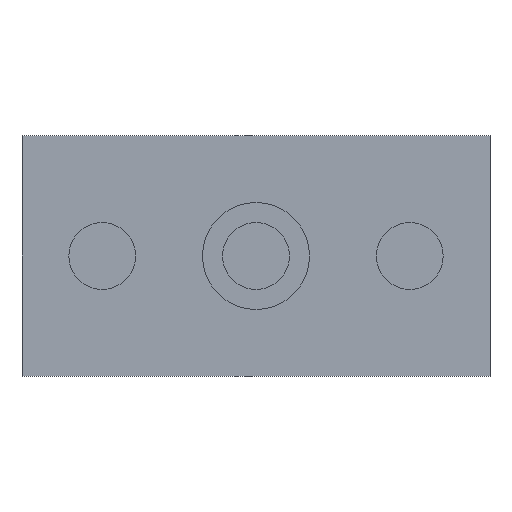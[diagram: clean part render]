
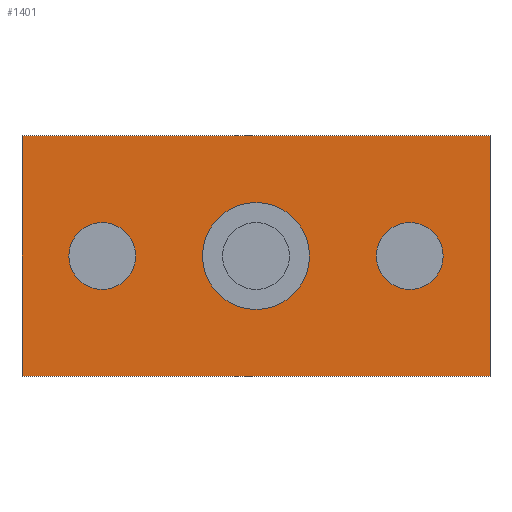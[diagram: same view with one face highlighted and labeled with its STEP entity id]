
A CAD part, front view. The second image highlights one B-rep face of the part: STEP entity #1401.
In plain terms, the highlighted planar face has unit normal (0, -1, 0).
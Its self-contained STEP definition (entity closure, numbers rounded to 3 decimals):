
#27 = EDGE_CURVE ( 'NONE', #1091, #164, #1767, .T. ) ;
#58 = EDGE_CURVE ( 'NONE', #1794, #1786, #1844, .T. ) ;
#102 = AXIS2_PLACEMENT_3D ( 'NONE', #318, #1602, #498 ) ;
#164 = VERTEX_POINT ( 'NONE', #2007 ) ;
#181 = CARTESIAN_POINT ( 'NONE',  ( -17.5, -1.25, 9. ) ) ;
#204 = EDGE_CURVE ( 'NONE', #245, #1786, #1860, .T. ) ;
#245 = VERTEX_POINT ( 'NONE', #275 ) ;
#271 = AXIS2_PLACEMENT_3D ( 'NONE', #181, #1828, #717 ) ;
#275 = CARTESIAN_POINT ( 'NONE',  ( 17.5, -1.25, 9. ) ) ;
#293 = CARTESIAN_POINT ( 'NONE',  ( -17.5, -1.25, 9. ) ) ;
#318 = CARTESIAN_POINT ( 'NONE',  ( 0., -1.25, 0. ) ) ;
#349 = ORIENTED_EDGE ( 'NONE', *, *, #58, .T. ) ;
#387 = ORIENTED_EDGE ( 'NONE', *, *, #1825, .T. ) ;
#402 = DIRECTION ( 'NONE',  ( 0., -1., 0. ) ) ;
#431 = CARTESIAN_POINT ( 'NONE',  ( 0., -1.25, 4. ) ) ;
#454 = CIRCLE ( 'NONE', #102, 4. ) ;
#498 = DIRECTION ( 'NONE',  ( 0., 0., 1. ) ) ;
#513 = FACE_OUTER_BOUND ( 'NONE', #766, .T. ) ;
#575 = DIRECTION ( 'NONE',  ( 1., 0., 0. ) ) ;
#671 = CARTESIAN_POINT ( 'NONE',  ( -17.5, -1.25, -9. ) ) ;
#684 = ORIENTED_EDGE ( 'NONE', *, *, #204, .F. ) ;
#717 = DIRECTION ( 'NONE',  ( 0., 0., 1. ) ) ;
#728 = LINE ( 'NONE', #1525, #1168 ) ;
#766 = EDGE_LOOP ( 'NONE', ( #349, #684, #1998, #387 ) ) ;
#833 = EDGE_CURVE ( 'NONE', #1213, #245, #853, .T. ) ;
#853 = LINE ( 'NONE', #1173, #2234 ) ;
#938 = FACE_BOUND ( 'NONE', #1105, .T. ) ;
#1091 = VERTEX_POINT ( 'NONE', #431 ) ;
#1105 = EDGE_LOOP ( 'NONE', ( #1686, #2035 ) ) ;
#1152 = DIRECTION ( 'NONE',  ( 0., 0., 1. ) ) ;
#1168 = VECTOR ( 'NONE', #2249, 1000. ) ;
#1173 = CARTESIAN_POINT ( 'NONE',  ( -17.5, -1.25, 9. ) ) ;
#1213 = VERTEX_POINT ( 'NONE', #293 ) ;
#1401 = ADVANCED_FACE ( 'NONE', ( #513, #938 ), #1459, .F. ) ;
#1439 = VECTOR ( 'NONE', #1785, 1000. ) ;
#1459 = PLANE ( 'NONE',  #271 ) ;
#1515 = CARTESIAN_POINT ( 'NONE',  ( 0., -1.25, 0. ) ) ;
#1525 = CARTESIAN_POINT ( 'NONE',  ( -17.5, -1.25, 9. ) ) ;
#1598 = CARTESIAN_POINT ( 'NONE',  ( 17.5, -1.25, 9. ) ) ;
#1602 = DIRECTION ( 'NONE',  ( 0., -1., 0. ) ) ;
#1664 = VECTOR ( 'NONE', #575, 1000. ) ;
#1686 = ORIENTED_EDGE ( 'NONE', *, *, #27, .F. ) ;
#1767 = CIRCLE ( 'NONE', #2319, 4. ) ;
#1785 = DIRECTION ( 'NONE',  ( 0., 0., -1. ) ) ;
#1786 = VERTEX_POINT ( 'NONE', #2067 ) ;
#1794 = VERTEX_POINT ( 'NONE', #2238 ) ;
#1825 = EDGE_CURVE ( 'NONE', #1213, #1794, #728, .T. ) ;
#1828 = DIRECTION ( 'NONE',  ( 0., 1., 0. ) ) ;
#1844 = LINE ( 'NONE', #671, #1664 ) ;
#1860 = LINE ( 'NONE', #1598, #1439 ) ;
#1995 = EDGE_CURVE ( 'NONE', #164, #1091, #454, .T. ) ;
#1998 = ORIENTED_EDGE ( 'NONE', *, *, #833, .F. ) ;
#2007 = CARTESIAN_POINT ( 'NONE',  ( 0., -1.25, -4. ) ) ;
#2035 = ORIENTED_EDGE ( 'NONE', *, *, #1995, .F. ) ;
#2067 = CARTESIAN_POINT ( 'NONE',  ( 17.5, -1.25, -9. ) ) ;
#2080 = DIRECTION ( 'NONE',  ( 1., 0., 0. ) ) ;
#2234 = VECTOR ( 'NONE', #2080, 1000. ) ;
#2238 = CARTESIAN_POINT ( 'NONE',  ( -17.5, -1.25, -9. ) ) ;
#2249 = DIRECTION ( 'NONE',  ( 0., 0., -1. ) ) ;
#2319 = AXIS2_PLACEMENT_3D ( 'NONE', #1515, #402, #1152 ) ;
